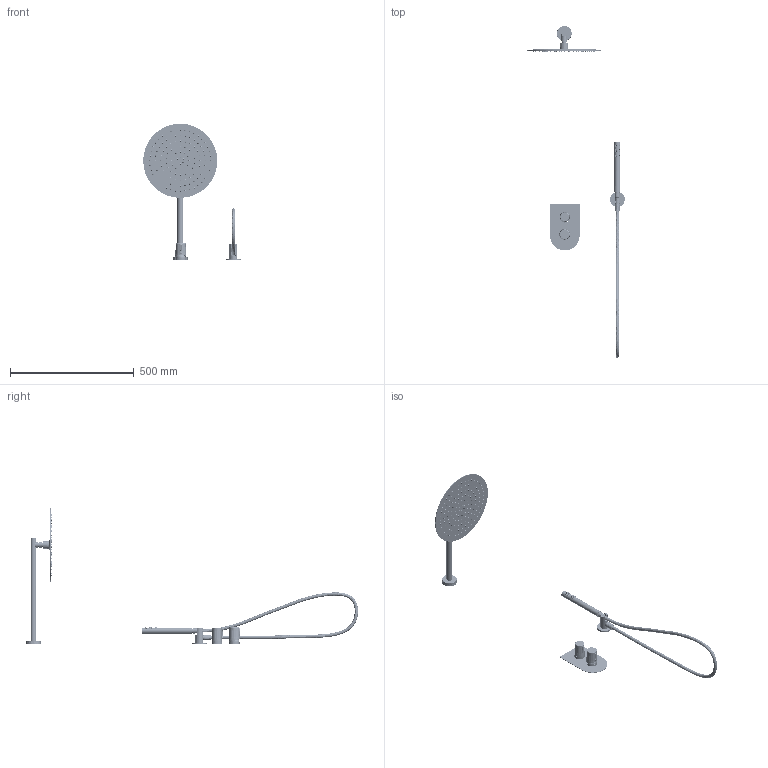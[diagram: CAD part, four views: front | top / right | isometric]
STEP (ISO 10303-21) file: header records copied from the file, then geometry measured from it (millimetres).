
FILE_DESCRIPTION (( 'STEP AP203' ), '1' );
FILE_NAME ('34DP09531.STEP', '2025-08-22T10:18:53', ( '' ), ( '' ), 'SwSTEP 2.0', 'SolidWorks 2021', '' );
FILE_SCHEMA (( 'CONFIG_CONTROL_DESIGN' ));
Length unit declared in the file: millimetre
Products named in the file (1): 34DP09531
Bounding box: 395 x 1343.58 x 552.72 mm (x, y, z)
Surface area: 692476.8 mm2 (no closed solid volume)
Topology: 0 solids, 24 shells, 2993 faces, 7000 edges, 4717 vertices
Faces by surface type: bspline 943, plane 910, cylinder 700, cone 414, torus 24, sphere 2
Full cylindrical faces by diameter (mm): 1.2 x132, 3.3 x1, 4 x265, 4.2 x1, 5.8 x132, 6.8 x1, 7 x1, 8 x1, 9.5 x1, 9.8 x1, 10 x1, 12.45 x1, 12.5 x1, 14 x1, 15 x2, 16.182 x1, 16.45 x2, 18 x4, 18.1 x1, 18.7 x1, 18.968 x1, 19 x1, 19.1 x4, 20 x1, 20.45 x3, 20.8 x1, 21 x3, 21.268 x1, 21.3 x1, 23 x2
Entity records: 119592 total; most frequent: CARTESIAN_POINT 65193, DIRECTION 9765, ORIENTED_EDGE 9254, EDGE_LOOP 5878, EDGE_CURVE 4629, AXIS2_PLACEMENT_3D 4464, FACE_OUTER_BOUND 4257, VERTEX_POINT 4031
